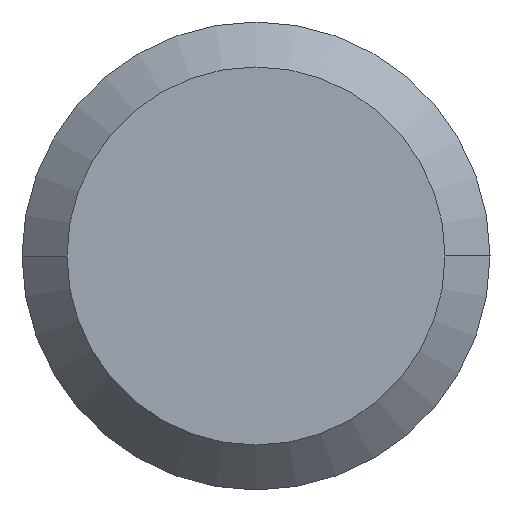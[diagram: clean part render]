
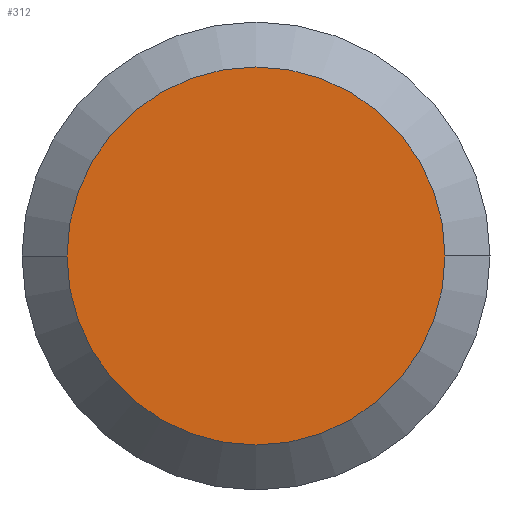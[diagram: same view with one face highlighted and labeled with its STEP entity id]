
A CAD part, left-side view. The second image highlights one B-rep face of the part: STEP entity #312.
In plain terms, the highlighted planar face has unit normal (-1, 0, 0).
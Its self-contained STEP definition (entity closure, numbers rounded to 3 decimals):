
#45 = DIRECTION ( 'NONE',  ( 0., 1., 0. ) ) ;
#49 = DIRECTION ( 'NONE',  ( 0., 1., 0. ) ) ;
#80 = CIRCLE ( 'NONE', #230, 3.207 ) ;
#84 = AXIS2_PLACEMENT_3D ( 'NONE', #304, #301, #45 ) ;
#112 = EDGE_CURVE ( 'NONE', #359, #221, #169, .T. ) ;
#119 = ORIENTED_EDGE ( 'NONE', *, *, #112, .F. ) ;
#124 = FACE_OUTER_BOUND ( 'NONE', #176, .T. ) ;
#151 = DIRECTION ( 'NONE',  ( 0., -1., 0. ) ) ;
#169 = CIRCLE ( 'NONE', #84, 3.207 ) ;
#173 = AXIS2_PLACEMENT_3D ( 'NONE', #380, #193, #151 ) ;
#176 = EDGE_LOOP ( 'NONE', ( #256, #119 ) ) ;
#181 = CARTESIAN_POINT ( 'NONE',  ( 0., 3.207, 0. ) ) ;
#193 = DIRECTION ( 'NONE',  ( -1., 0., 0. ) ) ;
#221 = VERTEX_POINT ( 'NONE', #181 ) ;
#230 = AXIS2_PLACEMENT_3D ( 'NONE', #340, #345, #49 ) ;
#256 = ORIENTED_EDGE ( 'NONE', *, *, #266, .F. ) ;
#266 = EDGE_CURVE ( 'NONE', #221, #359, #80, .T. ) ;
#297 = CARTESIAN_POINT ( 'NONE',  ( 0., -3.207, 0. ) ) ;
#301 = DIRECTION ( 'NONE',  ( 1., 0., 0. ) ) ;
#304 = CARTESIAN_POINT ( 'NONE',  ( 0., 0., 0. ) ) ;
#312 = ADVANCED_FACE ( 'NONE', ( #124 ), #347, .T. ) ;
#340 = CARTESIAN_POINT ( 'NONE',  ( 0., 0., 0. ) ) ;
#345 = DIRECTION ( 'NONE',  ( 1., 0., 0. ) ) ;
#347 = PLANE ( 'NONE',  #173 ) ;
#359 = VERTEX_POINT ( 'NONE', #297 ) ;
#380 = CARTESIAN_POINT ( 'NONE',  ( 0., 0., 0. ) ) ;
